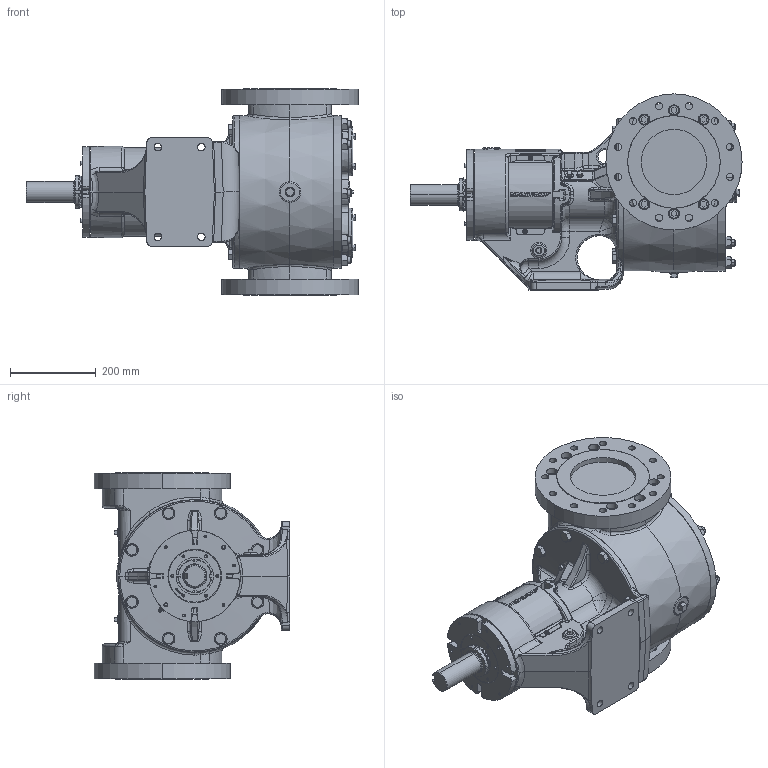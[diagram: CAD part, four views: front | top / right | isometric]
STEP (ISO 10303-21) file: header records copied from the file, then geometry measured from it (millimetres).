
FILE_DESCRIPTION (( 'STEP AP214' ), '1' );
FILE_NAME ('QV-2230.STEP', '2024-04-17T13:47:48', ( '' ), ( '' ), 'SwSTEP 2.0', 'SolidWorks 2022', '' );
FILE_SCHEMA (( 'AUTOMOTIVE_DESIGN' ));
Length unit declared in the file: inch
Products named in the file (1): QV-2230
Bounding box: 774.73 x 457.2 x 482.6 mm (x, y, z)
Volume: 45412518.9 mm3; surface area: 1610435.8 mm2
Topology: 1 solids, 1 shells, 4414 faces, 11353 edges, 7169 vertices
Faces by surface type: plane 1633, bspline 1426, cylinder 688, cone 518, torus 116, sphere 33
Entity records: 235851 total; most frequent: CARTESIAN_POINT 98108, ORIENTED_EDGE 22518, DIRECTION 15797, EDGE_CURVE 11259, VERTEX_POINT 7166, AXIS2_PLACEMENT_3D 5304, VECTOR 5189, LINE 5189
